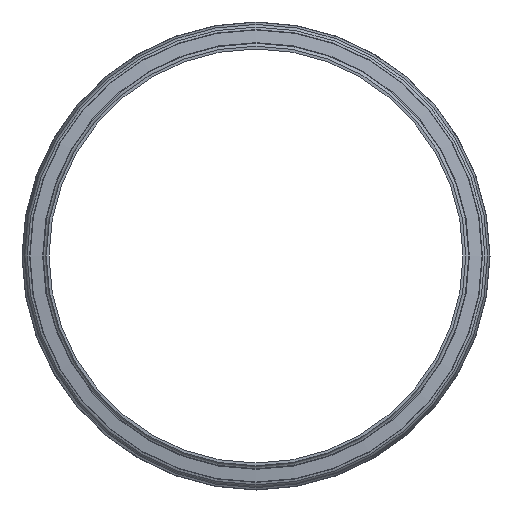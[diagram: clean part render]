
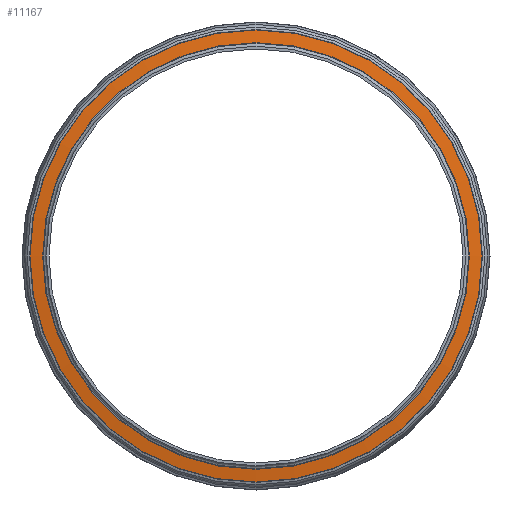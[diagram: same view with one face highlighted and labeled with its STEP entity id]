
A CAD part, left-side view. The second image highlights one B-rep face of the part: STEP entity #11167.
In plain terms, the highlighted conical face has half-angle 81.984 degrees and reference radius 318.642 mm.
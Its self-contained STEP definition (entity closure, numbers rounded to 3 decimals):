
#135=CONICAL_SURFACE('',#12555,318.642,1.431);
#865=FACE_OUTER_BOUND('',#1471,.T.);
#1471=EDGE_LOOP('',(#8891,#8892,#8893,#8894,#8895,#8896,#8897));
#1922=LINE('',#20133,#2224);
#2224=VECTOR('',#15951,318.642);
#3132=CIRCLE('',#12553,309.16);
#3133=CIRCLE('',#12554,309.16);
#3134=CIRCLE('',#12556,328.125);
#3135=CIRCLE('',#12557,328.125);
#3136=CIRCLE('',#12558,328.125);
#4545=VERTEX_POINT('',#20122);
#4546=VERTEX_POINT('',#20124);
#4547=VERTEX_POINT('',#20128);
#4548=VERTEX_POINT('',#20129);
#4549=VERTEX_POINT('',#20131);
#6113=EDGE_CURVE('',#4546,#4545,#3132,.T.);
#6114=EDGE_CURVE('',#4545,#4546,#3133,.T.);
#6115=EDGE_CURVE('',#4547,#4548,#3134,.T.);
#6116=EDGE_CURVE('',#4549,#4547,#3135,.T.);
#6117=EDGE_CURVE('',#4549,#4546,#1922,.T.);
#6118=EDGE_CURVE('',#4548,#4549,#3136,.T.);
#8891=ORIENTED_EDGE('',*,*,#6115,.F.);
#8892=ORIENTED_EDGE('',*,*,#6116,.F.);
#8893=ORIENTED_EDGE('',*,*,#6117,.T.);
#8894=ORIENTED_EDGE('',*,*,#6113,.T.);
#8895=ORIENTED_EDGE('',*,*,#6114,.T.);
#8896=ORIENTED_EDGE('',*,*,#6117,.F.);
#8897=ORIENTED_EDGE('',*,*,#6118,.F.);
#11167=ADVANCED_FACE('',(#865),#135,.T.);
#12553=AXIS2_PLACEMENT_3D('',#20125,#15941,#15942);
#12554=AXIS2_PLACEMENT_3D('',#20126,#15943,#15944);
#12555=AXIS2_PLACEMENT_3D('',#20127,#15945,#15946);
#12556=AXIS2_PLACEMENT_3D('',#20130,#15947,#15948);
#12557=AXIS2_PLACEMENT_3D('',#20132,#15949,#15950);
#12558=AXIS2_PLACEMENT_3D('',#20134,#15952,#15953);
#15941=DIRECTION('center_axis',(1.,0.,0.));
#15942=DIRECTION('ref_axis',(0.,0.,-1.));
#15943=DIRECTION('center_axis',(1.,0.,0.));
#15944=DIRECTION('ref_axis',(0.,0.,-1.));
#15945=DIRECTION('center_axis',(1.,0.,0.));
#15946=DIRECTION('ref_axis',(0.,1.,0.));
#15947=DIRECTION('center_axis',(1.,0.,0.));
#15948=DIRECTION('ref_axis',(0.,0.,-1.));
#15949=DIRECTION('center_axis',(1.,0.,0.));
#15950=DIRECTION('ref_axis',(0.,0.,-1.));
#15951=DIRECTION('',(-0.139,0.99,0.));
#15952=DIRECTION('center_axis',(1.,0.,0.));
#15953=DIRECTION('ref_axis',(0.,0.,-1.));
#20122=CARTESIAN_POINT('',(19.088,-1.998,309.16));
#20124=CARTESIAN_POINT('',(19.088,-311.158,0.));
#20125=CARTESIAN_POINT('Origin',(19.088,-1.998,0.));
#20126=CARTESIAN_POINT('Origin',(19.088,-1.998,0.));
#20127=CARTESIAN_POINT('Origin',(20.423,-1.998,0.));
#20128=CARTESIAN_POINT('',(21.757,326.126,0.));
#20129=CARTESIAN_POINT('',(21.757,-1.998,328.125));
#20130=CARTESIAN_POINT('Origin',(21.757,-1.998,0.));
#20131=CARTESIAN_POINT('',(21.757,-330.123,0.));
#20132=CARTESIAN_POINT('Origin',(21.757,-1.998,0.));
#20133=CARTESIAN_POINT('',(20.423,-320.64,0.));
#20134=CARTESIAN_POINT('Origin',(21.757,-1.998,0.));
